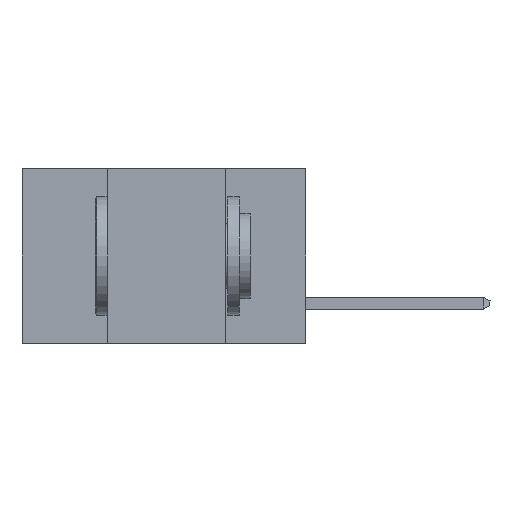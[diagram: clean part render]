
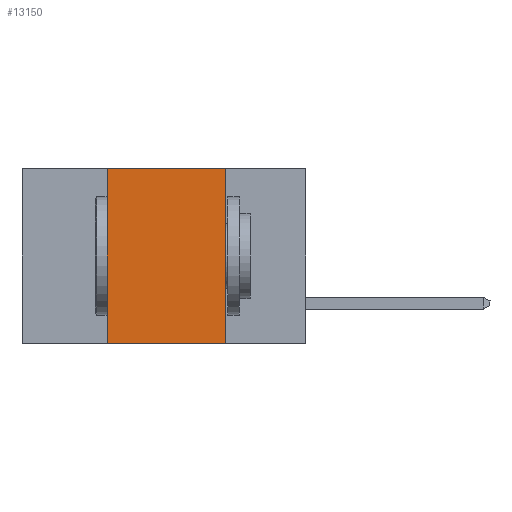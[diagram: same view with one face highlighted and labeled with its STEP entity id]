
A CAD part, left-side view. The second image highlights one B-rep face of the part: STEP entity #13150.
In plain terms, the highlighted planar face has unit normal (-1, 0, 0).
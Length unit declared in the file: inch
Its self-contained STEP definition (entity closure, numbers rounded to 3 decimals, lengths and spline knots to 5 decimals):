
#33 = ORIENTED_EDGE ( 'NONE', *, *, #868, .F. ) ;
#86 = EDGE_CURVE ( 'NONE', #2071, #12356, #17582, .T. ) ;
#868 = EDGE_CURVE ( 'NONE', #4562, #18037, #7061, .T. ) ;
#1023 = CARTESIAN_POINT ( 'NONE',  ( 0., 0.42, -0.37 ) ) ;
#1699 = FACE_OUTER_BOUND ( 'NONE', #5774, .T. ) ;
#2071 = VERTEX_POINT ( 'NONE', #1023 ) ;
#2980 = CARTESIAN_POINT ( 'NONE',  ( 0., 0.42, 0. ) ) ;
#4294 = CARTESIAN_POINT ( 'NONE',  ( 0., 0.17, 0. ) ) ;
#4562 = VERTEX_POINT ( 'NONE', #2980 ) ;
#5774 = EDGE_LOOP ( 'NONE', ( #11327, #33, #20331, #15367 ) ) ;
#5877 = DIRECTION ( 'NONE',  ( 0., 0., -1. ) ) ;
#6424 = VECTOR ( 'NONE', #21417, 39.37008 ) ;
#6858 = VECTOR ( 'NONE', #11046, 39.37008 ) ;
#7061 = LINE ( 'NONE', #15971, #6858 ) ;
#7153 = CARTESIAN_POINT ( 'NONE',  ( 0., 0.6, -0.37 ) ) ;
#7321 = CARTESIAN_POINT ( 'NONE',  ( 0., 0.42, -0.37 ) ) ;
#8635 = DIRECTION ( 'NONE',  ( 0., 0., -1. ) ) ;
#9650 = VECTOR ( 'NONE', #5877, 39.37008 ) ;
#10933 = CARTESIAN_POINT ( 'NONE',  ( 0., 0.17, -0.37 ) ) ;
#11046 = DIRECTION ( 'NONE',  ( 0., -1., 0. ) ) ;
#11237 = VECTOR ( 'NONE', #21592, 39.37008 ) ;
#11327 = ORIENTED_EDGE ( 'NONE', *, *, #15759, .F. ) ;
#12356 = VERTEX_POINT ( 'NONE', #10933 ) ;
#12667 = LINE ( 'NONE', #14645, #9650 ) ;
#13150 = ADVANCED_FACE ( 'NONE', ( #1699 ), #19513, .F. ) ;
#14645 = CARTESIAN_POINT ( 'NONE',  ( 0., 0.17, -0.37 ) ) ;
#15191 = AXIS2_PLACEMENT_3D ( 'NONE', #17531, #15794, #8635 ) ;
#15367 = ORIENTED_EDGE ( 'NONE', *, *, #86, .T. ) ;
#15759 = EDGE_CURVE ( 'NONE', #18037, #12356, #12667, .T. ) ;
#15794 = DIRECTION ( 'NONE',  ( 1., 0., 0. ) ) ;
#15971 = CARTESIAN_POINT ( 'NONE',  ( 0., 0.6, 0. ) ) ;
#16003 = LINE ( 'NONE', #7321, #11237 ) ;
#17531 = CARTESIAN_POINT ( 'NONE',  ( 0., 0.6, 0. ) ) ;
#17582 = LINE ( 'NONE', #7153, #6424 ) ;
#18037 = VERTEX_POINT ( 'NONE', #4294 ) ;
#18427 = EDGE_CURVE ( 'NONE', #2071, #4562, #16003, .T. ) ;
#19513 = PLANE ( 'NONE',  #15191 ) ;
#20331 = ORIENTED_EDGE ( 'NONE', *, *, #18427, .F. ) ;
#21417 = DIRECTION ( 'NONE',  ( 0., -1., 0. ) ) ;
#21592 = DIRECTION ( 'NONE',  ( 0., 0., 1. ) ) ;
